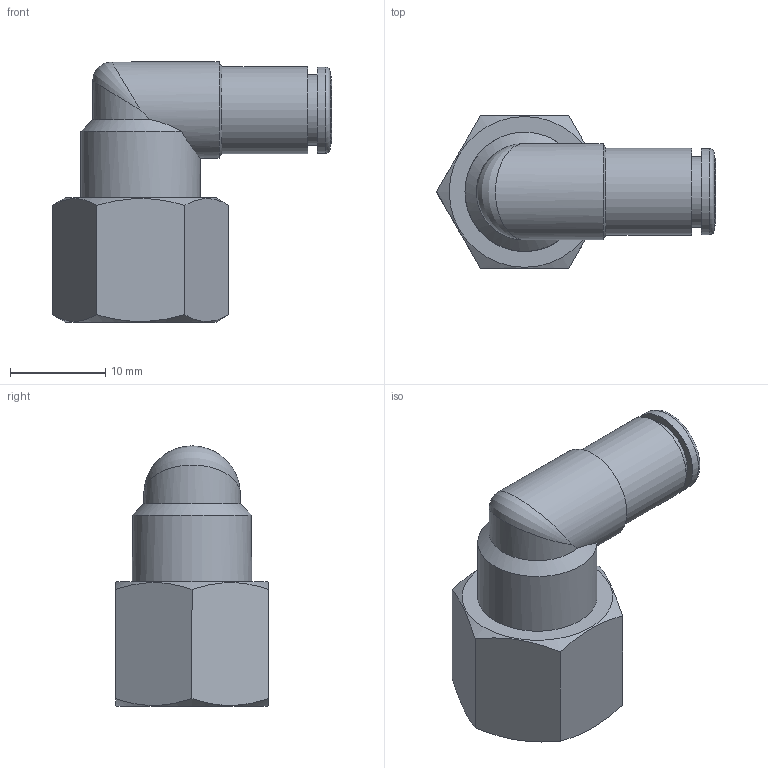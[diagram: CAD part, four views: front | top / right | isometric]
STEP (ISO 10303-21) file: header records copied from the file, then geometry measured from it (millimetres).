
FILE_DESCRIPTION(( 'MA.17.04.14.STP' ), '1');
FILE_NAME( 'MA.17.04.14.STP', '2018-10-01T12:09:11',( 'Sopra'),('sopra-pneumatic.com'), 'SwSTEP 2.0','SolidWorks 2009','' );
FILE_SCHEMA (('AUTOMOTIVE_DESIGN { 1 0 10303 214 1 1 1 1 }'));
Length unit declared in the file: millimetre
Products named in the file (4): Root; DR4-1_NEU; 214623-N2; R202201-I1-N2A
Assembly tree (3 placements, depth 2):
  Root
    DR4-1_NEU
    214623-N2
    R202201-I1-N2A
Bounding box: 29.24 x 16 x 27.25 mm (x, y, z)
Volume: 3307.5 mm3; surface area: 3745.5 mm2
Topology: 3 solids, 3 shells, 56 faces, 121 edges, 73 vertices
Faces by surface type: cylinder 19, cone 18, plane 17, torus 1, bspline 1
Full cylindrical faces by diameter (mm): 3 x1, 4.1 x2, 5.5 x1, 6 x1, 6.4 x1, 7.3 x1, 7.4 x1, 7.6 x1, 9 x3, 9.1 x1, 10.1 x3, 11.445 x1, 12.5 x1
Entity records: 3269 total; most frequent: CARTESIAN_POINT 1435, DIRECTION 248, PRESENTATION_STYLE_ASSIGNMENT 147, COLOUR_RGB 145, DRAUGHTING_PRE_DEFINED_CURVE_FONT 144, CURVE_STYLE 144, OVER_RIDING_STYLED_ITEM 144, ORIENTED_EDGE 144
